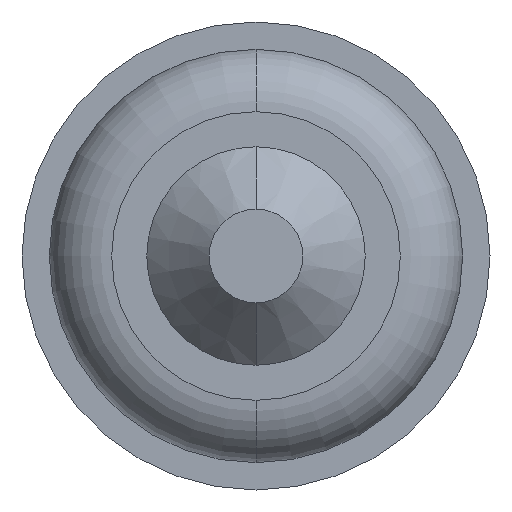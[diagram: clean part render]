
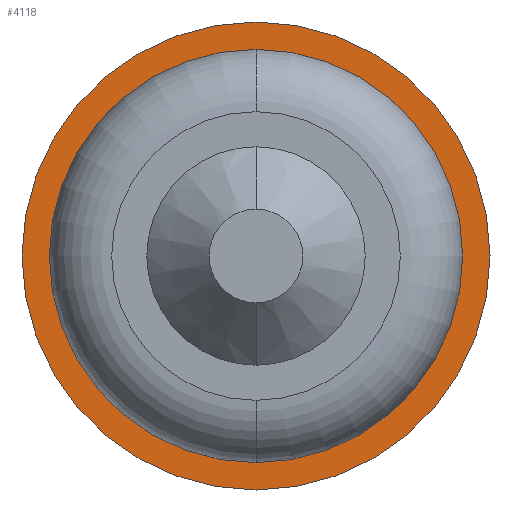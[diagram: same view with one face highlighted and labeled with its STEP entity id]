
A CAD part, front view. The second image highlights one B-rep face of the part: STEP entity #4118.
In plain terms, the highlighted planar face has unit normal (0, -1, 0).
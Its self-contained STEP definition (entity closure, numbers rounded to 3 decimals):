
#51 = DIRECTION ( 'NONE',  ( 0., 1., 0. ) ) ;
#156 = DIRECTION ( 'NONE',  ( 0., 0., 1. ) ) ;
#229 = EDGE_CURVE ( 'Defeature ausgef�hrt1_4+Defeature ausgef�hrt1_1+Defeature ausgef�hrt1_1+Defeature ausgef�hrt1_1', #551, #4038, #3874, .T. ) ;
#339 = DIRECTION ( 'NONE',  ( 0., -1., 0. ) ) ;
#394 = FACE_OUTER_BOUND ( 'NONE', #2821, .T. ) ;
#478 = EDGE_CURVE ( 'Defeature ausgef�hrt1_0+Defeature ausgef�hrt1_1+Defeature ausgef�hrt1_1+Defeature ausgef�hrt1_1', #3788, #4189, #569, .T. ) ;
#551 = VERTEX_POINT ( 'NONE', #3396 ) ;
#569 = CIRCLE ( 'NONE', #1752, 1.5 ) ;
#601 = AXIS2_PLACEMENT_3D ( 'NONE', #1577, #3627, #156 ) ;
#697 = DIRECTION ( 'NONE',  ( 0., 0., 1. ) ) ;
#804 = DIRECTION ( 'NONE',  ( 0., 0., 1. ) ) ;
#919 = ORIENTED_EDGE ( 'NONE', *, *, #478, .F. ) ;
#1056 = CARTESIAN_POINT ( 'NONE',  ( 0., -10., 0. ) ) ;
#1060 = AXIS2_PLACEMENT_3D ( 'NONE', #2104, #2818, #3224 ) ;
#1160 = FACE_BOUND ( 'NONE', #4061, .T. ) ;
#1166 = CARTESIAN_POINT ( 'NONE',  ( 0., -10., -1.5 ) ) ;
#1577 = CARTESIAN_POINT ( 'NONE',  ( 0., -10., 0. ) ) ;
#1687 = EDGE_CURVE ( 'Defeature ausgef�hrt1_4+Defeature ausgef�hrt1_1+Defeature ausgef�hrt1_1+Defeature ausgef�hrt1_1', #4038, #551, #2719, .T. ) ;
#1752 = AXIS2_PLACEMENT_3D ( 'NONE', #4303, #51, #3912 ) ;
#1756 = PLANE ( 'NONE',  #3967 ) ;
#2104 = CARTESIAN_POINT ( 'NONE',  ( 0., -10., 0. ) ) ;
#2332 = EDGE_CURVE ( 'Defeature ausgef�hrt1_0+Defeature ausgef�hrt1_1+Defeature ausgef�hrt1_1+Defeature ausgef�hrt1_1', #4189, #3788, #3867, .T. ) ;
#2458 = DIRECTION ( 'NONE',  ( 0., 1., 0. ) ) ;
#2552 = ORIENTED_EDGE ( 'NONE', *, *, #2332, .F. ) ;
#2572 = AXIS2_PLACEMENT_3D ( 'NONE', #1056, #339, #697 ) ;
#2687 = CARTESIAN_POINT ( 'NONE',  ( 0., -10., 1.5 ) ) ;
#2719 = CIRCLE ( 'NONE', #2572, 1.325 ) ;
#2818 = DIRECTION ( 'NONE',  ( 0., 1., 0. ) ) ;
#2821 = EDGE_LOOP ( 'NONE', ( #919, #2552 ) ) ;
#3224 = DIRECTION ( 'NONE',  ( 0., 0., 1. ) ) ;
#3396 = CARTESIAN_POINT ( 'NONE',  ( 0., -10., -1.325 ) ) ;
#3407 = ORIENTED_EDGE ( 'NONE', *, *, #1687, .F. ) ;
#3627 = DIRECTION ( 'NONE',  ( 0., -1., 0. ) ) ;
#3788 = VERTEX_POINT ( 'NONE', #2687 ) ;
#3867 = CIRCLE ( 'NONE', #1060, 1.5 ) ;
#3874 = CIRCLE ( 'NONE', #601, 1.325 ) ;
#3886 = CARTESIAN_POINT ( 'NONE',  ( 0., -10., 1.325 ) ) ;
#3912 = DIRECTION ( 'NONE',  ( 0., 0., 1. ) ) ;
#3967 = AXIS2_PLACEMENT_3D ( 'NONE', #4200, #2458, #804 ) ;
#4038 = VERTEX_POINT ( 'NONE', #3886 ) ;
#4061 = EDGE_LOOP ( 'NONE', ( #3407, #4362 ) ) ;
#4118 = ADVANCED_FACE ( 'Defeature ausgef�hrt1_1', ( #1160, #394 ), #1756, .F. ) ;
#4189 = VERTEX_POINT ( 'NONE', #1166 ) ;
#4200 = CARTESIAN_POINT ( 'NONE',  ( 0., -10., 0. ) ) ;
#4303 = CARTESIAN_POINT ( 'NONE',  ( 0., -10., 0. ) ) ;
#4362 = ORIENTED_EDGE ( 'NONE', *, *, #229, .F. ) ;
